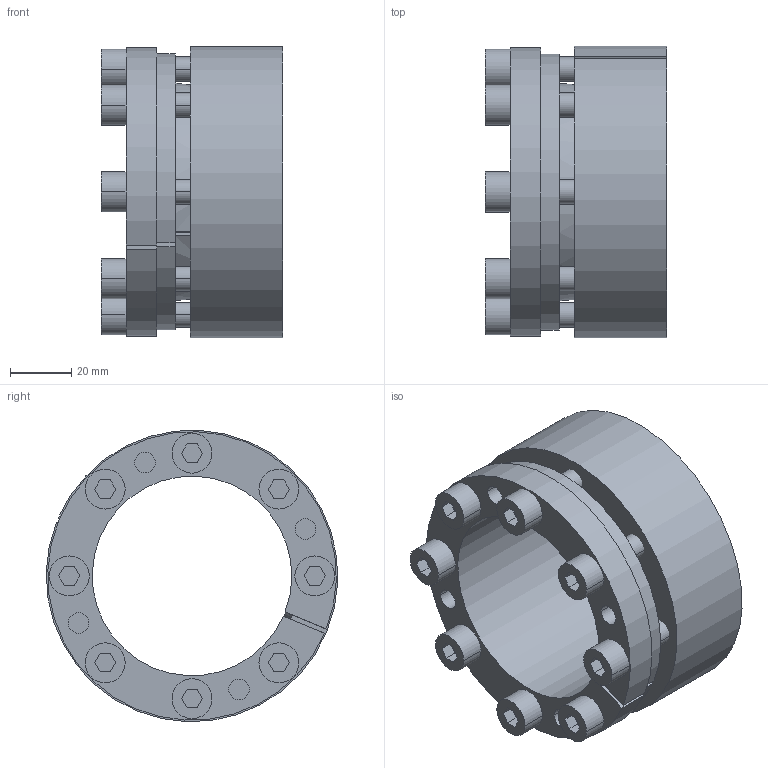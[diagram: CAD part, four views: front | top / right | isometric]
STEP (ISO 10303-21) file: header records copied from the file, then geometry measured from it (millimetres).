
FILE_DESCRIPTION((''),'2;1');
FILE_NAME('082005065095_INT_ASM','2006-02-22T',('Rathmann'),(''),'PRO/ENGINEER BY PARAMETRIC TECHNOLOGY CORPORATION, 2005180','PRO/ENGINEER BY PARAMETRIC TECHNOLOGY CORPORATION, 2005180','');
FILE_SCHEMA(('AUTOMOTIVE_DESIGN_CC2 { 1 2 10303 214 -1 1 5 2 }'));
Length unit declared in the file: millimetre
Products named in the file (4): 082005065095I_INT; 082005065095A_INT; DIN912-M8X30_INT; 082005065095_INT_ASM
Assembly tree (10 placements, depth 2):
  082005065095_INT_ASM
    082005065095I_INT
    082005065095A_INT
    DIN912-M8X30_INT  x8
Bounding box: 59 x 94.93 x 94.9 mm (x, y, z)
Volume: 170895.5 mm3; surface area: 70468 mm2
Topology: 10 solids, 10 shells, 184 faces, 459 edges, 342 vertices
Faces by surface type: plane 90, cylinder 76, cone 18
Entity records: 2771 total; most frequent: DIRECTION 500, CARTESIAN_POINT 454, ORIENTED_EDGE 380, AXIS2_PLACEMENT_3D 196, EDGE_CURVE 190, VERTEX_POINT 126, EDGE_LOOP 114, VECTOR 108
